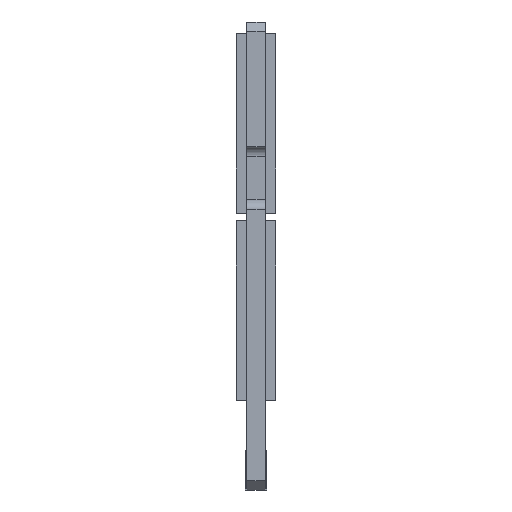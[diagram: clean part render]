
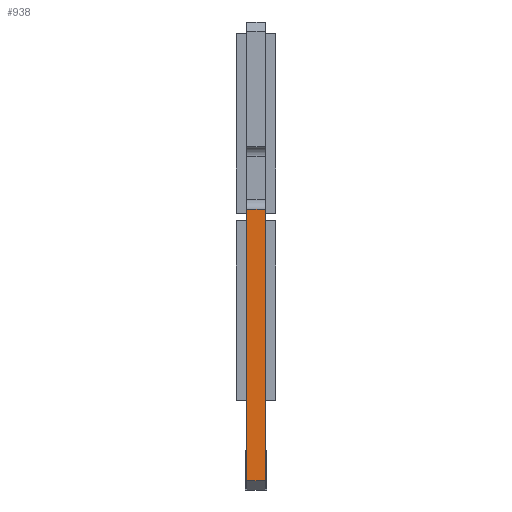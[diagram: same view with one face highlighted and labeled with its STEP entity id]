
A CAD part, left-side view. The second image highlights one B-rep face of the part: STEP entity #938.
In plain terms, the highlighted planar face has unit normal (-1, 0, 0).
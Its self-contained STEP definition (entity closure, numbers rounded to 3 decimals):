
#145 = LINE ( 'NONE', #1272, #2136 ) ;
#528 = VECTOR ( 'NONE', #2868, 1000. ) ;
#700 = CARTESIAN_POINT ( 'NONE',  ( -34.8, 3., 1.2 ) ) ;
#798 = ORIENTED_EDGE ( 'NONE', *, *, #5278, .F. ) ;
#938 = ADVANCED_FACE ( 'NONE', ( #1587 ), #1028, .F. ) ;
#972 = VERTEX_POINT ( 'NONE', #700 ) ;
#1028 = PLANE ( 'NONE',  #2913 ) ;
#1267 = VECTOR ( 'NONE', #3396, 1000. ) ;
#1272 = CARTESIAN_POINT ( 'NONE',  ( -34.8, -14.4, 1.2 ) ) ;
#1466 = CARTESIAN_POINT ( 'NONE',  ( -34.8, -14.4, 1.2 ) ) ;
#1510 = ORIENTED_EDGE ( 'NONE', *, *, #3124, .T. ) ;
#1518 = CARTESIAN_POINT ( 'NONE',  ( -34.8, -14.4, 0. ) ) ;
#1587 = FACE_OUTER_BOUND ( 'NONE', #2754, .T. ) ;
#1755 = VERTEX_POINT ( 'NONE', #2608 ) ;
#1939 = EDGE_CURVE ( 'NONE', #4213, #3631, #4093, .T. ) ;
#2136 = VECTOR ( 'NONE', #4701, 1000. ) ;
#2369 = DIRECTION ( 'NONE',  ( 1., 0., 0. ) ) ;
#2608 = CARTESIAN_POINT ( 'NONE',  ( -34.8, -14.4, 1.2 ) ) ;
#2754 = EDGE_LOOP ( 'NONE', ( #798, #1510, #3501, #5021 ) ) ;
#2868 = DIRECTION ( 'NONE',  ( 0., -1., 0. ) ) ;
#2874 = DIRECTION ( 'NONE',  ( 0., 0., -1. ) ) ;
#2913 = AXIS2_PLACEMENT_3D ( 'NONE', #1466, #2369, #5381 ) ;
#3124 = EDGE_CURVE ( 'NONE', #972, #4213, #3127, .T. ) ;
#3127 = LINE ( 'NONE', #5397, #5528 ) ;
#3303 = EDGE_CURVE ( 'NONE', #1755, #3631, #4871, .T. ) ;
#3396 = DIRECTION ( 'NONE',  ( 0., 0., -1. ) ) ;
#3501 = ORIENTED_EDGE ( 'NONE', *, *, #1939, .T. ) ;
#3631 = VERTEX_POINT ( 'NONE', #1518 ) ;
#4093 = LINE ( 'NONE', #4529, #528 ) ;
#4213 = VERTEX_POINT ( 'NONE', #4628 ) ;
#4529 = CARTESIAN_POINT ( 'NONE',  ( -34.8, -14.4, 0. ) ) ;
#4628 = CARTESIAN_POINT ( 'NONE',  ( -34.8, 3., 0. ) ) ;
#4701 = DIRECTION ( 'NONE',  ( 0., -1., 0. ) ) ;
#4871 = LINE ( 'NONE', #5149, #1267 ) ;
#5021 = ORIENTED_EDGE ( 'NONE', *, *, #3303, .F. ) ;
#5149 = CARTESIAN_POINT ( 'NONE',  ( -34.8, -14.4, 1.2 ) ) ;
#5278 = EDGE_CURVE ( 'NONE', #972, #1755, #145, .T. ) ;
#5381 = DIRECTION ( 'NONE',  ( 0., 0., -1. ) ) ;
#5397 = CARTESIAN_POINT ( 'NONE',  ( -34.8, 3., 1.2 ) ) ;
#5528 = VECTOR ( 'NONE', #2874, 1000. ) ;
